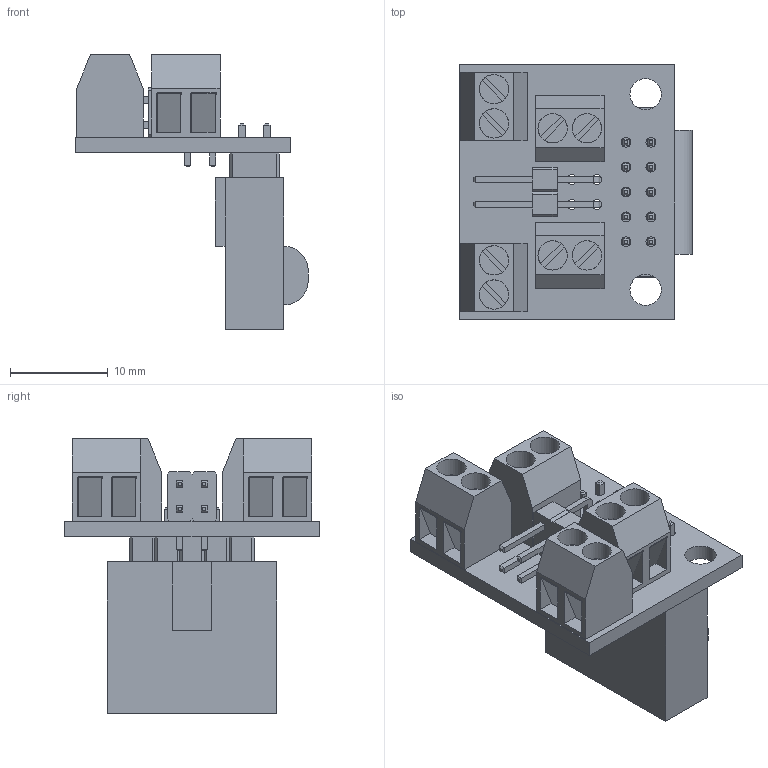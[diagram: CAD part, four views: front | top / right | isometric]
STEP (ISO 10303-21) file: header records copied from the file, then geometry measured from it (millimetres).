
FILE_DESCRIPTION(('FreeCAD Model'),'2;1');
FILE_NAME('con_body.step','2020-08-07T11:27:36',('Author'),(''), 'Open CASCADE STEP processor 7.3','FreeCAD','Unknown');
FILE_SCHEMA(('AUTOMOTIVE_DESIGN { 1 0 10303 214 1 1 1 1 }'));
Length unit declared in the file: millimetre
Products named in the file (14): con_body; Board_Geoms_f8fe; Local_CS_f8fe; Pcb_f8fe; PCB_Sketch_f8fe; Step_Models_f8fe; Top_f8fe; F1_TerminalBlock_SeeedOPL320110028_v2_5F2B8A74; F2_TerminalBlock_SeeedOPL320110028_v2_5F2B8A7F; H1_TerminalBlock_SeeedOPL320110028_v2_5F2B8A8A; H2_TerminalBlock_SeeedOPL320110028_v2_5F2B8A95; J1_PinHeader_2x02_P254mm_Horizontal_5F2B93AC[2]; Bot_f8fe; U1_aitendo-MIL-2x5-cable-edge_v1_5F2B8B1B[2]
Assembly tree (13 placements, depth 4):
  con_body
    Board_Geoms_f8fe
      Local_CS_f8fe
      Pcb_f8fe
      PCB_Sketch_f8fe
    Step_Models_f8fe
      Top_f8fe
        F1_TerminalBlock_SeeedOPL320110028_v2_5F2B8A74
        F2_TerminalBlock_SeeedOPL320110028_v2_5F2B8A7F
        H1_TerminalBlock_SeeedOPL320110028_v2_5F2B8A8A
        H2_TerminalBlock_SeeedOPL320110028_v2_5F2B8A95
        J1_PinHeader_2x02_P254mm_Horizontal_5F2B93AC[2]
      Bot_f8fe
        U1_aitendo-MIL-2x5-cable-edge_v1_5F2B8B1B[2]
Bounding box: 23.77 x 26 x 28.11 mm (x, y, z)
Volume: 4201.7 mm3; surface area: 5398.9 mm2
Topology: 32 solids, 32 shells, 595 faces, 1322 edges, 850 vertices
Faces by surface type: plane 531, cylinder 64
Full cylindrical faces by diameter (mm): 0.8 x8, 1 x24, 1.2 x8, 3 x16, 3.2 x2
Entity records: 20387 total; most frequent: CARTESIAN_POINT 2783, DIRECTION 2702, ORIENTED_EDGE 2632, EDGE_CURVE 1316, LINE 1160, VECTOR 1160, VERTEX_POINT 840, AXIS2_PLACEMENT_3D 771
